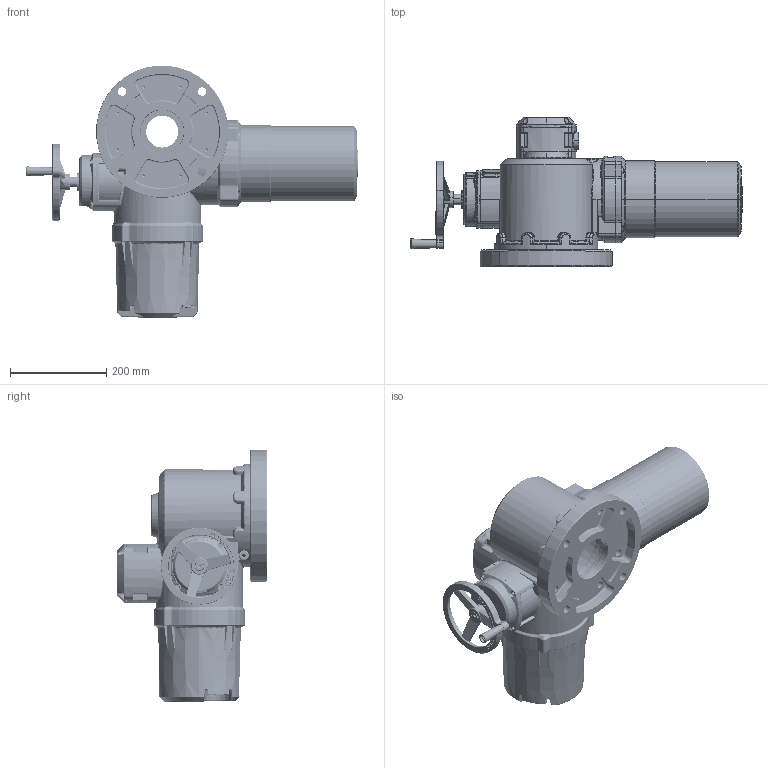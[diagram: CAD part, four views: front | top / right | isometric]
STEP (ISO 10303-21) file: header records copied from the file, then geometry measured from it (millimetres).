
FILE_DESCRIPTION(/* description */ (''),/* implementation_level */ '2;1');
FILE_NAME(/* name */ 'эпр-м 900-1200.stp',/* time_stamp */ '2023-06-30T16:37:59+03:00',/* author */ ('Роман'),/* organization */ (''),/* preprocessor_version */ 'ST-DEVELOPER v18.1',/* originating_system */ 'AutoCAD Mechanical',/* authorisation */ '');
FILE_SCHEMA (('AUTOMOTIVE_DESIGN { 1 0 10303 214 3 1 1 }'));
Length unit declared in the file: millimetre
Products named in the file (12): Product; капепр; AZBC120-01 ÏäÌå; AZBC00-12-01 ÖÇÄÜÐÍÏä
¸Ç; AZBC120-04-01 µç»ú¿Ç; AZC00-08-01 ÊÖÂÖ¸Ç; AZC00-08-02 ÊÖÂÖÖá£¨¸
Ä£©; AZC00-08-11-01 D160ÊÖÂÖ; AZC00-08-11-02 ÊÖ±ú; AZC120-02-05 Á¬½ÓÅÌ; AZBC00-13-03 ½ÓÏßºÐ¸Ç; AZC00-13-01 Á½¿×½ÓÏßº
Ð
Assembly tree (11 placements, depth 3):
  Product
    капепр
      AZBC120-01 ÏäÌå
      AZBC00-12-01 ÖÇÄÜÐÍÏä
¸Ç
      AZBC120-04-01 µç»ú¿Ç
      AZC00-08-01 ÊÖÂÖ¸Ç
      AZC00-08-02 ÊÖÂÖÖá£¨¸
Ä£©
      AZC00-08-11-01 D160ÊÖÂÖ
      AZC00-08-11-02 ÊÖ±ú
      AZC120-02-05 Á¬½ÓÅÌ
      AZBC00-13-03 ½ÓÏßºÐ¸Ç
      AZC00-13-01 Á½¿×½ÓÏßº
Ð
Bounding box: 690 x 311 x 524.98 mm (x, y, z)
Volume: 6118298.1 mm3; surface area: 1675895.9 mm2
Topology: 11 solids, 11 shells, 4497 faces, 10866 edges, 6292 vertices
Faces by surface type: cylinder 1486, bspline 1067, plane 695, torus 686, cone 371, sphere 192
Full cylindrical faces by diameter (mm): 2.892 x4
Entity records: 239655 total; most frequent: CARTESIAN_POINT 140598, ORIENTED_EDGE 21218, DIRECTION 20758, EDGE_CURVE 10609, AXIS2_PLACEMENT_3D 8908, VERTEX_POINT 6292, CIRCLE 5251, EDGE_LOOP 4791
